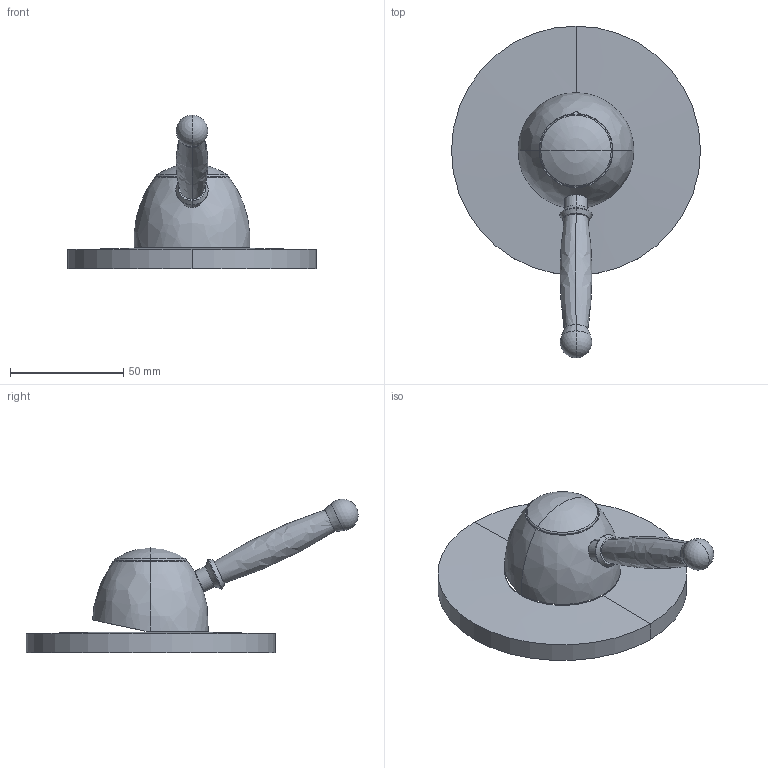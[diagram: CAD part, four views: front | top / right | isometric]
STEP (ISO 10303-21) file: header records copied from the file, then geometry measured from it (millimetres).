
FILE_DESCRIPTION((''),'2;1');
FILE_NAME('GI011CREST_ASM','2021-02-03T15:54:00',('stefano.gianpani'),('PAFFONI SpA'),'CREO PARAMETRIC BY PTC INC, 2020044','CREO PARAMETRIC BY PTC INC, 2020044','');
FILE_SCHEMA(('CONFIG_CONTROL_DESIGN','SHAPE_APPEARANCE_LAYERS_GROUPS'));
Length unit declared in the file: millimetre
Products named in the file (11): 2041541GR; 2041185GR; 2041540GR; 2092290_AF1; 2041542GR; 2041543GR; 2041800GR; 2041544GR; 1000231GR; 2092239_AF0; GI011CREST_ASM
Assembly tree (10 placements, depth 2):
  GI011CREST_ASM
    2041541GR
    2041185GR
    2041540GR
    2092290_AF1
    2041542GR
    2041543GR
    2041800GR
    2041544GR
    1000231GR
    2092239_AF0
Bounding box: 110 x 146.63 x 67.86 mm (x, y, z)
Volume: 52583.9 mm3; surface area: 46778.6 mm2
Topology: 10 solids, 16 shells, 286 faces, 718 edges, 457 vertices
Faces by surface type: plane 133, cylinder 72, cone 49, torus 20, bspline 6, sphere 6
Entity records: 11530 total; most frequent: CARTESIAN_POINT 1958, DIRECTION 1638, ORIENTED_EDGE 1386, PRESENTATION_STYLE_ASSIGNMENT 724, STYLED_ITEM 724, CURVE_STYLE 708, EDGE_CURVE 708, AXIS2_PLACEMENT_3D 657
